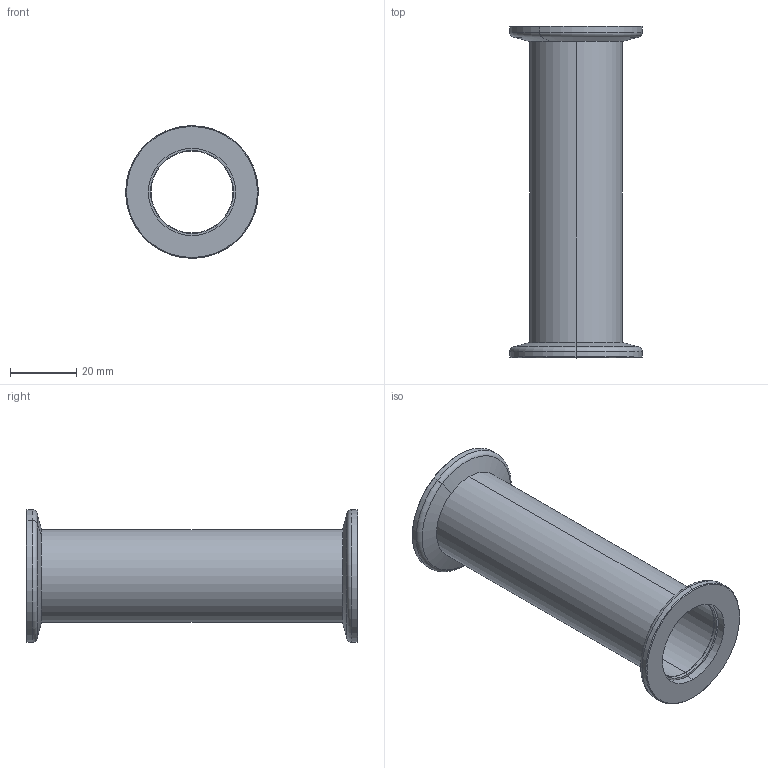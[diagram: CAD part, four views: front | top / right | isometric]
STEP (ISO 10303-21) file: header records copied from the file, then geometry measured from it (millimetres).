
FILE_DESCRIPTION (( 'STEP AP214' ), '1' );
FILE_NAME ('Hositrad_KS25-28.STEP', '2011-09-27T09:32:31', ( '' ), ( '' ), 'SwSTEP 2.0', 'SolidWorks 2011', '' );
FILE_SCHEMA (( 'AUTOMOTIVE_DESIGN' ));
Length unit declared in the file: millimetre
Products named in the file (3): Tube-full-N_L93Dia28; KF25-WS_KF25-28Ws; Hositrad_KS25-28
Assembly tree (3 placements, depth 2):
  Hositrad_KS25-28
    KF25-WS_KF25-28Ws  x2
    Tube-full-N_L93Dia28
Bounding box: 40 x 100 x 40 mm (x, y, z)
Volume: 18049.5 mm3; surface area: 20172.1 mm2
Topology: 3 solids, 3 shells, 40 faces, 80 edges, 48 vertices
Faces by surface type: cylinder 20, cone 8, plane 8, torus 4
Entity records: 732 total; most frequent: DIRECTION 134, CARTESIAN_POINT 103, ORIENTED_EDGE 92, AXIS2_PLACEMENT_3D 59, EDGE_CURVE 46, CIRCLE 30, EDGE_LOOP 28, VERTEX_POINT 28
